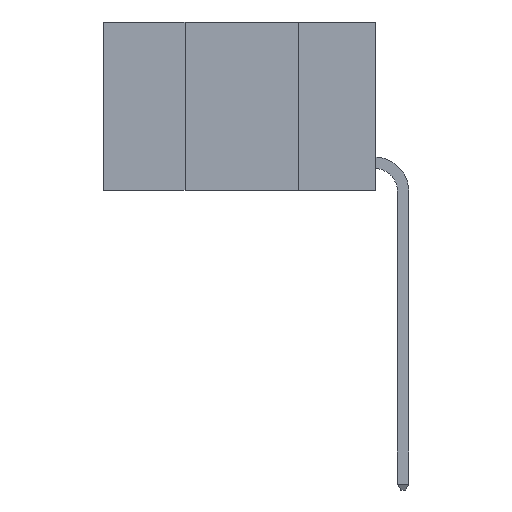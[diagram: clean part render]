
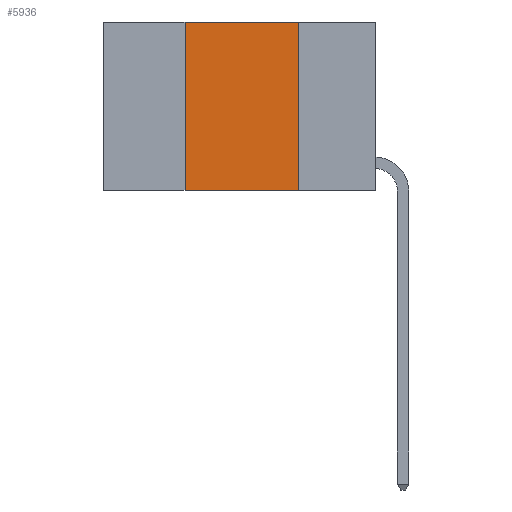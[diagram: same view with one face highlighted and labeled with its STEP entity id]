
A CAD part, left-side view. The second image highlights one B-rep face of the part: STEP entity #5936.
In plain terms, the highlighted planar face has unit normal (-1, 0, 0).
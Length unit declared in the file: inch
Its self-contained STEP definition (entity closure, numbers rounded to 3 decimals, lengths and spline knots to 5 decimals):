
#33 = ORIENTED_EDGE ( 'NONE', *, *, #7816, .F. ) ;
#274 = DIRECTION ( 'NONE',  ( 0., -1., 0. ) ) ;
#418 = ORIENTED_EDGE ( 'NONE', *, *, #15165, .T. ) ;
#533 = EDGE_CURVE ( 'NONE', #7789, #8612, #3976, .T. ) ;
#1699 = VERTEX_POINT ( 'NONE', #9551 ) ;
#2907 = CARTESIAN_POINT ( 'NONE',  ( 0., 0.42, 0. ) ) ;
#3585 = VECTOR ( 'NONE', #12987, 39.37008 ) ;
#3976 = LINE ( 'NONE', #6424, #12798 ) ;
#4141 = DIRECTION ( 'NONE',  ( 0., 0., 1. ) ) ;
#4223 = DIRECTION ( 'NONE',  ( 1., 0., 0. ) ) ;
#5527 = VECTOR ( 'NONE', #274, 39.37008 ) ;
#5936 = ADVANCED_FACE ( 'NONE', ( #8489 ), #10238, .F. ) ;
#6424 = CARTESIAN_POINT ( 'NONE',  ( 0., 0.17, 0. ) ) ;
#6536 = ORIENTED_EDGE ( 'NONE', *, *, #12212, .F. ) ;
#6782 = LINE ( 'NONE', #8197, #3585 ) ;
#6827 = EDGE_LOOP ( 'NONE', ( #12182, #33, #6536, #418 ) ) ;
#7272 = VERTEX_POINT ( 'NONE', #14961 ) ;
#7666 = VECTOR ( 'NONE', #4141, 39.37008 ) ;
#7789 = VERTEX_POINT ( 'NONE', #8757 ) ;
#7816 = EDGE_CURVE ( 'NONE', #7272, #7789, #14692, .T. ) ;
#8131 = CARTESIAN_POINT ( 'NONE',  ( 0., 0.17, -0.37 ) ) ;
#8197 = CARTESIAN_POINT ( 'NONE',  ( 0., 0.6, -0.37 ) ) ;
#8489 = FACE_OUTER_BOUND ( 'NONE', #6827, .T. ) ;
#8612 = VERTEX_POINT ( 'NONE', #8131 ) ;
#8757 = CARTESIAN_POINT ( 'NONE',  ( 0., 0.17, 0. ) ) ;
#8812 = CARTESIAN_POINT ( 'NONE',  ( 0., 0.6, 0. ) ) ;
#9551 = CARTESIAN_POINT ( 'NONE',  ( 0., 0.42, -0.37 ) ) ;
#10238 = PLANE ( 'NONE',  #11062 ) ;
#10706 = DIRECTION ( 'NONE',  ( 0., 0., -1. ) ) ;
#11062 = AXIS2_PLACEMENT_3D ( 'NONE', #11438, #4223, #12625 ) ;
#11438 = CARTESIAN_POINT ( 'NONE',  ( 0., 0.6, 0. ) ) ;
#12182 = ORIENTED_EDGE ( 'NONE', *, *, #533, .F. ) ;
#12212 = EDGE_CURVE ( 'NONE', #1699, #7272, #14023, .T. ) ;
#12625 = DIRECTION ( 'NONE',  ( 0., 0., -1. ) ) ;
#12798 = VECTOR ( 'NONE', #10706, 39.37008 ) ;
#12987 = DIRECTION ( 'NONE',  ( 0., -1., 0. ) ) ;
#14023 = LINE ( 'NONE', #2907, #7666 ) ;
#14692 = LINE ( 'NONE', #8812, #5527 ) ;
#14961 = CARTESIAN_POINT ( 'NONE',  ( 0., 0.42, 0. ) ) ;
#15165 = EDGE_CURVE ( 'NONE', #1699, #8612, #6782, .T. ) ;
